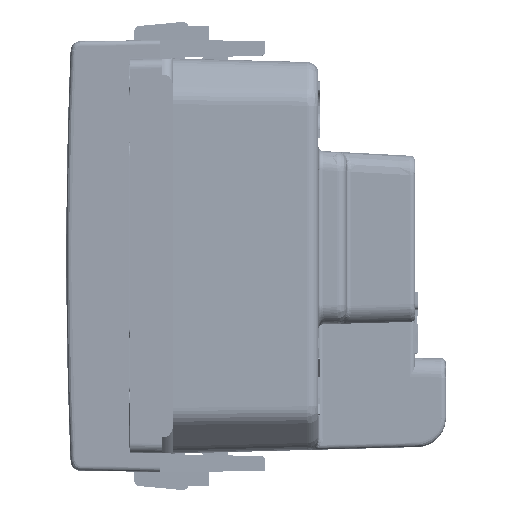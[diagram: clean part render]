
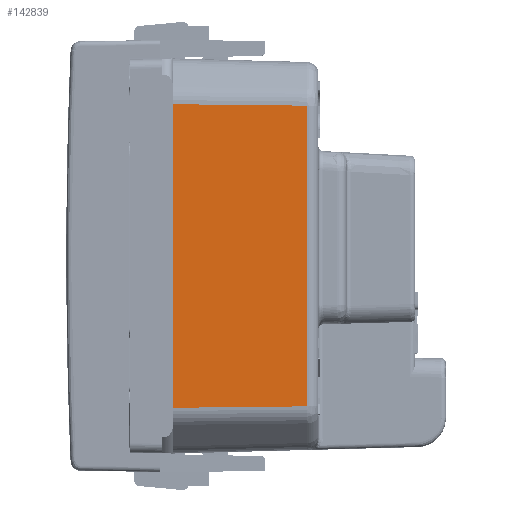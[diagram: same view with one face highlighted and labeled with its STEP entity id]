
A CAD part, left-side view. The second image highlights one B-rep face of the part: STEP entity #142839.
In plain terms, the highlighted face is planar.
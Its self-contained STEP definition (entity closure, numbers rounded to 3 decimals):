
#6089 = CARTESIAN_POINT ( 'NONE',  ( 33.075, 0., 41.7 ) ) ;
#8427 = DIRECTION ( 'NONE',  ( -0.026, 0., -1. ) ) ;
#9792 = LINE ( 'NONE', #6089, #110398 ) ;
#12362 = LINE ( 'NONE', #159526, #97380 ) ;
#14611 = LINE ( 'NONE', #16627, #117642 ) ;
#16627 = CARTESIAN_POINT ( 'NONE',  ( 33.071, 15.713, 41.53 ) ) ;
#16845 = CARTESIAN_POINT ( 'NONE',  ( 33.075, -17.368, 41.7 ) ) ;
#20838 = ORIENTED_EDGE ( 'NONE', *, *, #79225, .T. ) ;
#22832 = EDGE_CURVE ( 'NONE', #48601, #122760, #9792, .T. ) ;
#26018 = CARTESIAN_POINT ( 'NONE',  ( 32.713, -15.565, 27.869 ) ) ;
#26653 = VECTOR ( 'NONE', #65978, 1000. ) ;
#37023 = VERTEX_POINT ( 'NONE', #88945 ) ;
#37664 = CARTESIAN_POINT ( 'NONE',  ( 33.075, 0., 41.7 ) ) ;
#39643 = CARTESIAN_POINT ( 'NONE',  ( 33.075, 0., 41.7 ) ) ;
#40957 = EDGE_CURVE ( 'NONE', #37023, #51898, #169866, .T. ) ;
#41923 = VERTEX_POINT ( 'NONE', #87572 ) ;
#46888 = CARTESIAN_POINT ( 'NONE',  ( 33.075, 17.381, 41.7 ) ) ;
#48601 = VERTEX_POINT ( 'NONE', #127440 ) ;
#51898 = VERTEX_POINT ( 'NONE', #175270 ) ;
#55375 = CARTESIAN_POINT ( 'NONE',  ( 33.075, 15.715, 41.7 ) ) ;
#56448 = ORIENTED_EDGE ( 'NONE', *, *, #22832, .F. ) ;
#65137 = DIRECTION ( 'NONE',  ( 0., 1., 0. ) ) ;
#65978 = DIRECTION ( 'NONE',  ( 0., -1., 0. ) ) ;
#68577 = EDGE_CURVE ( 'NONE', #129498, #122760, #14611, .T. ) ;
#69807 = CARTESIAN_POINT ( 'NONE',  ( 33.075, -17.393, 41.7 ) ) ;
#71010 =( BOUNDED_CURVE ( )  B_SPLINE_CURVE ( 3, ( #86945, #46888, #120638, #75695 ),
 .UNSPECIFIED., .F., .F. ) 
 B_SPLINE_CURVE_WITH_KNOTS ( ( 4, 4 ),
 ( 4.75, 4.776 ),
 .UNSPECIFIED. ) 
 CURVE ( )  GEOMETRIC_REPRESENTATION_ITEM ( )  RATIONAL_B_SPLINE_CURVE ( ( 1., 1., 1., 1. ) ) 
 REPRESENTATION_ITEM ( '' )  );
#72049 = CARTESIAN_POINT ( 'NONE',  ( 32.713, 15.565, 27.869 ) ) ;
#73656 = EDGE_CURVE ( 'NONE', #41923, #94815, #140959, .T. ) ;
#75695 = CARTESIAN_POINT ( 'NONE',  ( 33.075, 17.405, 41.7 ) ) ;
#79225 = EDGE_CURVE ( 'NONE', #94815, #129498, #12362, .T. ) ;
#80483 = VECTOR ( 'NONE', #65137, 1000. ) ;
#86945 = CARTESIAN_POINT ( 'NONE',  ( 33.075, 17.368, 41.7 ) ) ;
#87572 = CARTESIAN_POINT ( 'NONE',  ( 33.075, -15.715, 41.7 ) ) ;
#88945 = CARTESIAN_POINT ( 'NONE',  ( 33.075, 17.405, 41.7 ) ) ;
#94018 = PLANE ( 'NONE',  #153939 ) ;
#94136 = CARTESIAN_POINT ( 'NONE',  ( 33.075, 33., 41.7 ) ) ;
#94357 = FACE_OUTER_BOUND ( 'NONE', #153357, .T. ) ;
#94815 = VERTEX_POINT ( 'NONE', #26018 ) ;
#97380 = VECTOR ( 'NONE', #102571, 1000. ) ;
#102571 = DIRECTION ( 'NONE',  ( 0., 1., 0. ) ) ;
#107642 = EDGE_CURVE ( 'NONE', #48601, #37023, #71010, .T. ) ;
#110398 = VECTOR ( 'NONE', #121725, 1000. ) ;
#112331 = CARTESIAN_POINT ( 'NONE',  ( 33.075, -17.405, 41.7 ) ) ;
#117642 = VECTOR ( 'NONE', #160455, 1000. ) ;
#120638 = CARTESIAN_POINT ( 'NONE',  ( 33.075, 17.393, 41.7 ) ) ;
#121725 = DIRECTION ( 'NONE',  ( 0., -1., 0. ) ) ;
#122264 = ORIENTED_EDGE ( 'NONE', *, *, #73656, .T. ) ;
#122760 = VERTEX_POINT ( 'NONE', #55375 ) ;
#122983 = LINE ( 'NONE', #37664, #80483 ) ;
#126714 = CARTESIAN_POINT ( 'NONE',  ( 33.075, -17.381, 41.7 ) ) ;
#127440 = CARTESIAN_POINT ( 'NONE',  ( 33.075, 17.368, 41.7 ) ) ;
#129498 = VERTEX_POINT ( 'NONE', #72049 ) ;
#131179 = ORIENTED_EDGE ( 'NONE', *, *, #68577, .T. ) ;
#138585 = ORIENTED_EDGE ( 'NONE', *, *, #171279, .T. ) ;
#140074 =( BOUNDED_CURVE ( )  B_SPLINE_CURVE ( 3, ( #112331, #69807, #126714, #155486 ),
 .UNSPECIFIED., .F., .F. ) 
 B_SPLINE_CURVE_WITH_KNOTS ( ( 4, 4 ),
 ( 1.507, 1.533 ),
 .UNSPECIFIED. ) 
 CURVE ( )  GEOMETRIC_REPRESENTATION_ITEM ( )  RATIONAL_B_SPLINE_CURVE ( ( 1., 1., 1., 1. ) ) 
 REPRESENTATION_ITEM ( '' )  );
#140959 = LINE ( 'NONE', #157808, #154413 ) ;
#142839 = ADVANCED_FACE ( 'NONE', ( #94357 ), #94018, .T. ) ;
#149279 = ORIENTED_EDGE ( 'NONE', *, *, #107642, .T. ) ;
#151990 = ORIENTED_EDGE ( 'NONE', *, *, #174703, .T. ) ;
#152736 = DIRECTION ( 'NONE',  ( 1., 0., -0.026 ) ) ;
#153357 = EDGE_LOOP ( 'NONE', ( #179950, #138585, #151990, #122264, #20838, #131179, #56448, #149279 ) ) ;
#153939 = AXIS2_PLACEMENT_3D ( 'NONE', #39643, #152736, #8427 ) ;
#154413 = VECTOR ( 'NONE', #162855, 1000. ) ;
#155486 = CARTESIAN_POINT ( 'NONE',  ( 33.075, -17.368, 41.7 ) ) ;
#157808 = CARTESIAN_POINT ( 'NONE',  ( 33.071, -15.713, 41.53 ) ) ;
#159526 = CARTESIAN_POINT ( 'NONE',  ( 32.713, 0., 27.869 ) ) ;
#160455 = DIRECTION ( 'NONE',  ( 0.026, 0.011, 1. ) ) ;
#162855 = DIRECTION ( 'NONE',  ( -0.026, 0.011, -1. ) ) ;
#169866 = LINE ( 'NONE', #94136, #26653 ) ;
#171279 = EDGE_CURVE ( 'NONE', #51898, #177869, #140074, .T. ) ;
#174703 = EDGE_CURVE ( 'NONE', #177869, #41923, #122983, .T. ) ;
#175270 = CARTESIAN_POINT ( 'NONE',  ( 33.075, -17.405, 41.7 ) ) ;
#177869 = VERTEX_POINT ( 'NONE', #16845 ) ;
#179950 = ORIENTED_EDGE ( 'NONE', *, *, #40957, .T. ) ;
